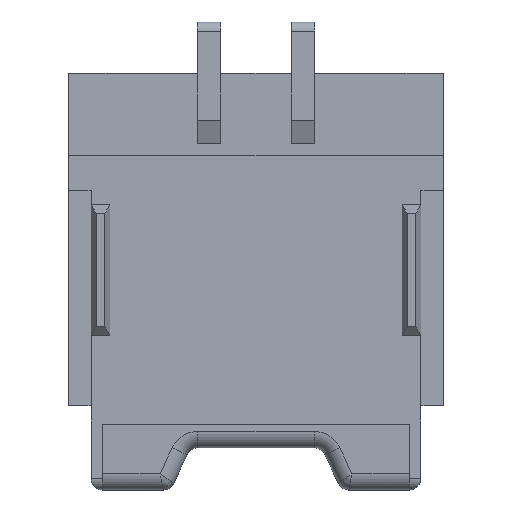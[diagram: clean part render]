
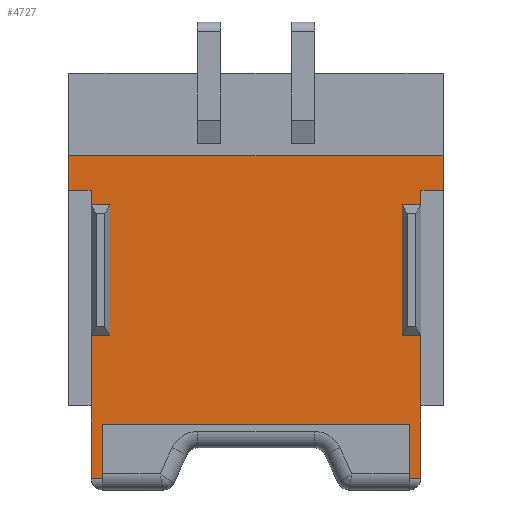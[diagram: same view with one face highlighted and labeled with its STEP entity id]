
A CAD part, front view. The second image highlights one B-rep face of the part: STEP entity #4727.
In plain terms, the highlighted planar face has unit normal (0, -1, 0).
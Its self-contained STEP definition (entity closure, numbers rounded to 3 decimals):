
#356=FACE_OUTER_BOUND('',#619,.T.);
#619=EDGE_LOOP('',(#3859,#3860,#3861,#3862,#3863,#3864,#3865,#3866,#3867,
#3868,#3869,#3870,#3871,#3872,#3873,#3874,#3875,#3876,#3877,#3878));
#1008=LINE('',#7244,#1595);
#1012=LINE('',#7252,#1599);
#1015=LINE('',#7258,#1602);
#1018=LINE('',#7265,#1605);
#1022=LINE('',#7273,#1609);
#1025=LINE('',#7279,#1612);
#1032=LINE('',#7294,#1619);
#1037=LINE('',#7304,#1624);
#1056=LINE('',#7420,#1643);
#1057=LINE('',#7425,#1644);
#1060=LINE('',#7434,#1647);
#1062=LINE('',#7439,#1649);
#1099=LINE('',#7518,#1686);
#1103=LINE('',#7527,#1690);
#1111=LINE('',#7541,#1698);
#1112=LINE('',#7543,#1699);
#1113=LINE('',#7545,#1700);
#1114=LINE('',#7546,#1701);
#1115=LINE('',#7547,#1702);
#1116=LINE('',#7548,#1703);
#1595=VECTOR('',#5904,1000.);
#1599=VECTOR('',#5910,1000.);
#1602=VECTOR('',#5915,1000.);
#1605=VECTOR('',#5920,1000.);
#1609=VECTOR('',#5926,1000.);
#1612=VECTOR('',#5931,1000.);
#1619=VECTOR('',#5942,1000.);
#1624=VECTOR('',#5949,1000.);
#1643=VECTOR('',#6018,1000.);
#1644=VECTOR('',#6025,1000.);
#1647=VECTOR('',#6032,1000.);
#1649=VECTOR('',#6038,1000.);
#1686=VECTOR('',#6111,1000.);
#1690=VECTOR('',#6119,1000.);
#1698=VECTOR('',#6137,1000.);
#1699=VECTOR('',#6138,1000.);
#1700=VECTOR('',#6139,1000.);
#1701=VECTOR('',#6140,1000.);
#1702=VECTOR('',#6141,1000.);
#1703=VECTOR('',#6142,1000.);
#2129=VERTEX_POINT('',#7241);
#2130=VERTEX_POINT('',#7243);
#2133=VERTEX_POINT('',#7250);
#2135=VERTEX_POINT('',#7256);
#2137=VERTEX_POINT('',#7262);
#2138=VERTEX_POINT('',#7264);
#2141=VERTEX_POINT('',#7271);
#2143=VERTEX_POINT('',#7277);
#2148=VERTEX_POINT('',#7292);
#2149=VERTEX_POINT('',#7293);
#2152=VERTEX_POINT('',#7301);
#2153=VERTEX_POINT('',#7303);
#2176=VERTEX_POINT('',#7417);
#2177=VERTEX_POINT('',#7419);
#2178=VERTEX_POINT('',#7423);
#2181=VERTEX_POINT('',#7431);
#2182=VERTEX_POINT('',#7433);
#2183=VERTEX_POINT('',#7437);
#2212=VERTEX_POINT('',#7542);
#2213=VERTEX_POINT('',#7544);
#2678=EDGE_CURVE('',#2129,#2130,#1008,.T.);
#2682=EDGE_CURVE('',#2133,#2129,#1012,.T.);
#2685=EDGE_CURVE('',#2135,#2133,#1015,.T.);
#2688=EDGE_CURVE('',#2137,#2138,#1018,.T.);
#2692=EDGE_CURVE('',#2141,#2137,#1022,.T.);
#2695=EDGE_CURVE('',#2143,#2141,#1025,.T.);
#2702=EDGE_CURVE('',#2148,#2149,#1032,.T.);
#2707=EDGE_CURVE('',#2153,#2152,#1037,.T.);
#2742=EDGE_CURVE('',#2176,#2177,#1056,.T.);
#2745=EDGE_CURVE('',#2177,#2178,#1057,.T.);
#2749=EDGE_CURVE('',#2181,#2182,#1060,.T.);
#2752=EDGE_CURVE('',#2181,#2183,#1062,.T.);
#2791=EDGE_CURVE('',#2183,#2130,#1099,.T.);
#2796=EDGE_CURVE('',#2148,#2138,#1103,.T.);
#2804=EDGE_CURVE('',#2135,#2153,#1111,.T.);
#2805=EDGE_CURVE('',#2212,#2152,#1112,.T.);
#2806=EDGE_CURVE('',#2212,#2213,#1113,.T.);
#2807=EDGE_CURVE('',#2213,#2149,#1114,.T.);
#2808=EDGE_CURVE('',#2143,#2178,#1115,.T.);
#2809=EDGE_CURVE('',#2182,#2176,#1116,.T.);
#3859=ORIENTED_EDGE('',*,*,#2682,.F.);
#3860=ORIENTED_EDGE('',*,*,#2685,.F.);
#3861=ORIENTED_EDGE('',*,*,#2804,.T.);
#3862=ORIENTED_EDGE('',*,*,#2707,.T.);
#3863=ORIENTED_EDGE('',*,*,#2805,.F.);
#3864=ORIENTED_EDGE('',*,*,#2806,.T.);
#3865=ORIENTED_EDGE('',*,*,#2807,.T.);
#3866=ORIENTED_EDGE('',*,*,#2702,.F.);
#3867=ORIENTED_EDGE('',*,*,#2796,.T.);
#3868=ORIENTED_EDGE('',*,*,#2688,.F.);
#3869=ORIENTED_EDGE('',*,*,#2692,.F.);
#3870=ORIENTED_EDGE('',*,*,#2695,.F.);
#3871=ORIENTED_EDGE('',*,*,#2808,.T.);
#3872=ORIENTED_EDGE('',*,*,#2745,.F.);
#3873=ORIENTED_EDGE('',*,*,#2742,.F.);
#3874=ORIENTED_EDGE('',*,*,#2809,.F.);
#3875=ORIENTED_EDGE('',*,*,#2749,.F.);
#3876=ORIENTED_EDGE('',*,*,#2752,.T.);
#3877=ORIENTED_EDGE('',*,*,#2791,.T.);
#3878=ORIENTED_EDGE('',*,*,#2678,.F.);
#4465=PLANE('',#5098);
#4727=ADVANCED_FACE('',(#356),#4465,.F.);
#5098=AXIS2_PLACEMENT_3D('',#7540,#6135,#6136);
#5904=DIRECTION('',(1.,0.,0.));
#5910=DIRECTION('',(0.,0.,-1.));
#5915=DIRECTION('',(-1.,0.,0.));
#5920=DIRECTION('',(-1.,0.,0.));
#5926=DIRECTION('',(0.,0.,1.));
#5931=DIRECTION('',(1.,0.,0.));
#5942=DIRECTION('',(-1.,0.,0.));
#5949=DIRECTION('',(1.,0.,0.));
#6018=DIRECTION('',(0.,0.,-1.));
#6025=DIRECTION('',(-1.,0.,0.));
#6032=DIRECTION('',(0.,0.,1.));
#6038=DIRECTION('',(1.,0.,0.));
#6111=DIRECTION('',(0.,0.,1.));
#6119=DIRECTION('',(0.,0.,-1.));
#6135=DIRECTION('center_axis',(0.,1.,0.));
#6136=DIRECTION('ref_axis',(0.,0.,1.));
#6137=DIRECTION('',(0.,0.,1.));
#6138=DIRECTION('',(0.,0.,-1.));
#6139=DIRECTION('',(-1.,0.,0.));
#6140=DIRECTION('',(0.,0.,-1.));
#6141=DIRECTION('',(0.,0.,-1.));
#6142=DIRECTION('',(-1.,0.,0.));
#7241=CARTESIAN_POINT('',(3.12,0.4,-1.7));
#7243=CARTESIAN_POINT('',(3.525,0.4,-1.7));
#7244=CARTESIAN_POINT('',(3.525,0.4,-1.7));
#7250=CARTESIAN_POINT('',(3.12,0.4,1.1));
#7252=CARTESIAN_POINT('',(3.12,0.4,1.1));
#7256=CARTESIAN_POINT('',(3.525,0.4,1.1));
#7258=CARTESIAN_POINT('',(3.525,0.4,1.1));
#7262=CARTESIAN_POINT('',(-3.12,0.4,1.1));
#7264=CARTESIAN_POINT('',(-3.525,0.4,1.1));
#7265=CARTESIAN_POINT('',(-3.525,0.4,1.1));
#7271=CARTESIAN_POINT('',(-3.12,0.4,-1.7));
#7273=CARTESIAN_POINT('',(-3.12,0.4,1.1));
#7277=CARTESIAN_POINT('',(-3.525,0.4,-1.7));
#7279=CARTESIAN_POINT('',(-3.525,0.4,-1.7));
#7292=CARTESIAN_POINT('',(-3.525,0.4,1.4));
#7293=CARTESIAN_POINT('',(-4.,0.4,1.4));
#7294=CARTESIAN_POINT('',(1.283,0.4,1.4));
#7301=CARTESIAN_POINT('',(4.,0.4,1.4));
#7303=CARTESIAN_POINT('',(3.525,0.4,1.4));
#7304=CARTESIAN_POINT('',(-1.283,0.4,1.4));
#7417=CARTESIAN_POINT('',(-3.275,0.4,-3.6));
#7419=CARTESIAN_POINT('',(-3.275,0.4,-4.75));
#7420=CARTESIAN_POINT('',(-3.275,0.4,-3.6));
#7423=CARTESIAN_POINT('',(-3.525,0.4,-4.75));
#7425=CARTESIAN_POINT('',(-3.275,0.4,-4.75));
#7431=CARTESIAN_POINT('',(3.275,0.4,-4.75));
#7433=CARTESIAN_POINT('',(3.275,0.4,-3.6));
#7434=CARTESIAN_POINT('',(3.275,0.4,-3.6));
#7437=CARTESIAN_POINT('',(3.525,0.4,-4.75));
#7439=CARTESIAN_POINT('',(3.275,0.4,-4.75));
#7518=CARTESIAN_POINT('',(3.525,0.4,2.15));
#7527=CARTESIAN_POINT('',(-3.525,0.4,2.15));
#7540=CARTESIAN_POINT('Origin',(4.,0.4,2.15));
#7541=CARTESIAN_POINT('',(3.525,0.4,2.15));
#7542=CARTESIAN_POINT('',(4.,0.4,2.15));
#7543=CARTESIAN_POINT('',(4.,0.4,2.15));
#7544=CARTESIAN_POINT('',(-4.,0.4,2.15));
#7545=CARTESIAN_POINT('',(4.,0.4,2.15));
#7546=CARTESIAN_POINT('',(-4.,0.4,2.15));
#7547=CARTESIAN_POINT('',(-3.525,0.4,2.15));
#7548=CARTESIAN_POINT('',(4.,0.4,-3.6));
